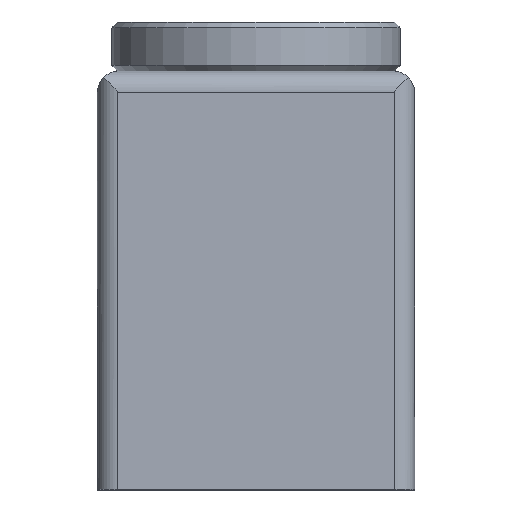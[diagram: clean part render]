
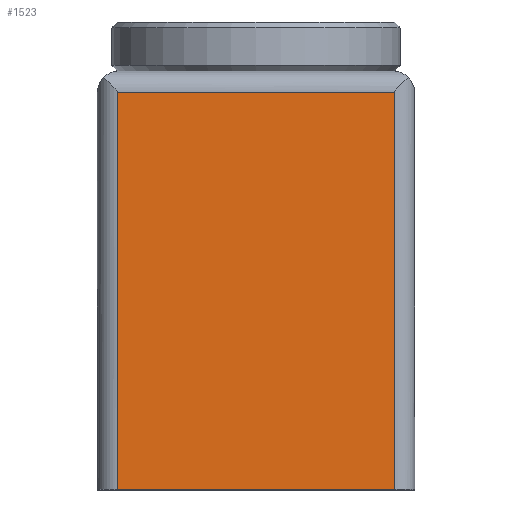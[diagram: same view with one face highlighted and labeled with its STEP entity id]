
A CAD part, top view. The second image highlights one B-rep face of the part: STEP entity #1523.
In plain terms, the highlighted planar face has unit normal (0, 0.018, 1).
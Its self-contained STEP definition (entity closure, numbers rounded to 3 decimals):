
#185=ORIENTED_EDGE('',*,*,#459,.T.);
#186=ORIENTED_EDGE('',*,*,#460,.T.);
#187=ORIENTED_EDGE('',*,*,#461,.F.);
#188=ORIENTED_EDGE('',*,*,#462,.T.);
#459=EDGE_CURVE('',#581,#582,#698,.T.);
#460=EDGE_CURVE('',#582,#583,#699,.T.);
#461=EDGE_CURVE('',#584,#583,#700,.T.);
#462=EDGE_CURVE('',#584,#581,#701,.F.);
#581=VERTEX_POINT('',#2184);
#582=VERTEX_POINT('',#2185);
#583=VERTEX_POINT('',#2187);
#584=VERTEX_POINT('',#2189);
#698=LINE('',#2183,#791);
#699=LINE('',#2186,#792);
#700=LINE('',#2188,#793);
#701=LINE('',#2190,#794);
#791=VECTOR('',#1820,1000.);
#792=VECTOR('',#1821,1000.);
#793=VECTOR('',#1822,1000.);
#794=VECTOR('',#1823,1000.);
#837=EDGE_LOOP('',(#185,#186,#187,#188));
#946=FACE_BOUND('',#837,.T.);
#1055=PLANE('',#1611);
#1523=ADVANCED_FACE('',(#946),#1055,.F.);
#1611=AXIS2_PLACEMENT_3D('',#2182,#1818,#1819);
#1818=DIRECTION('',(0.,-0.017,-1.));
#1819=DIRECTION('',(0.,1.,-0.017));
#1820=DIRECTION('',(-1.,0.,0.));
#1821=DIRECTION('',(0.,-1.,0.017));
#1822=DIRECTION('',(-1.,0.,0.));
#1823=DIRECTION('',(0.,-1.,0.017));
#2182=CARTESIAN_POINT('',(11.,27.526,29.02));
#2183=CARTESIAN_POINT('',(11.,27.526,29.02));
#2184=CARTESIAN_POINT('',(9.616,27.526,29.02));
#2185=CARTESIAN_POINT('',(-9.616,27.526,29.02));
#2186=CARTESIAN_POINT('',(-9.616,30.51,28.967));
#2187=CARTESIAN_POINT('',(-9.616,0.,29.5));
#2188=CARTESIAN_POINT('',(11.,0.,29.5));
#2189=CARTESIAN_POINT('',(9.616,0.,29.5));
#2190=CARTESIAN_POINT('',(9.616,30.51,28.967));
